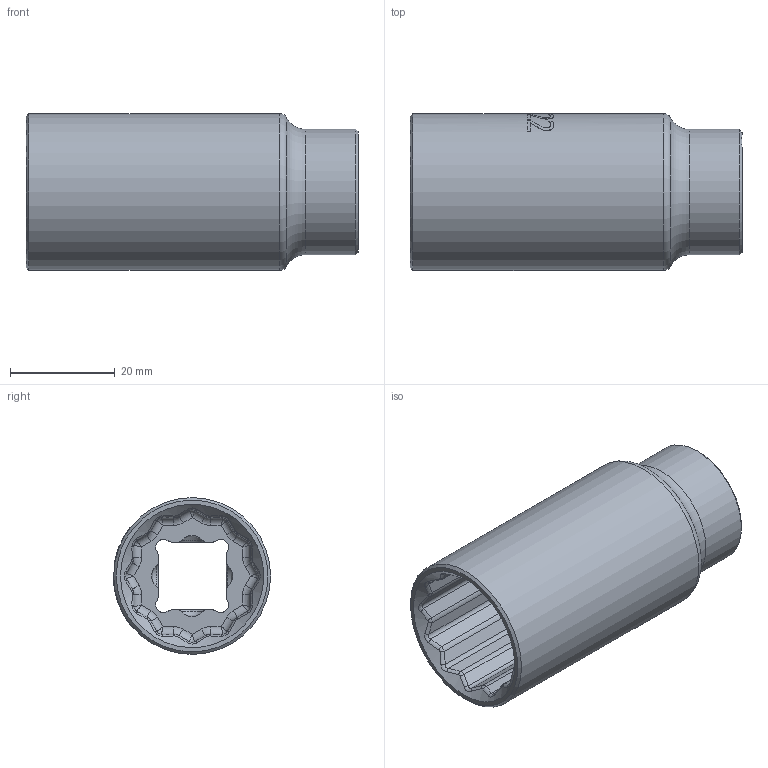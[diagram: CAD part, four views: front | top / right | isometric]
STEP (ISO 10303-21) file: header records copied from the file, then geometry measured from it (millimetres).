
FILE_DESCRIPTION(/* description */ ('Montagewerkzeug'),/* implementation_level */ '2;1');
FILE_NAME(/* name */ 'SNSW22-RST.stp',/* time_stamp */ '2025-01-22T09:15:43+01:00',/* author */ ('sl'),/* organization */ (''),/* preprocessor_version */ 'ST-DEVELOPER v16.5',/* originating_system */ 'Autodesk Inventor 2017',/* authorisation */ '');
FILE_SCHEMA (('CONFIG_CONTROL_DESIGN'));
Length unit declared in the file: millimetre
Products named in the file (1): SNSW22
Bounding box: 63.5 x 30.05 x 30 mm (x, y, z)
Volume: 16959.9 mm3; surface area: 11130.1 mm2
Topology: 1 solids, 1 shells, 266 faces, 681 edges, 409 vertices
Faces by surface type: bspline 110, cylinder 78, plane 60, torus 14, cone 4
Full cylindrical faces by diameter (mm): 24 x1, 30 x1
Entity records: 10331 total; most frequent: CARTESIAN_POINT 4577, ORIENTED_EDGE 1304, DIRECTION 1003, EDGE_CURVE 652, VERTEX_POINT 401, AXIS2_PLACEMENT_3D 392, EDGE_LOOP 281, FACE_OUTER_BOUND 266
